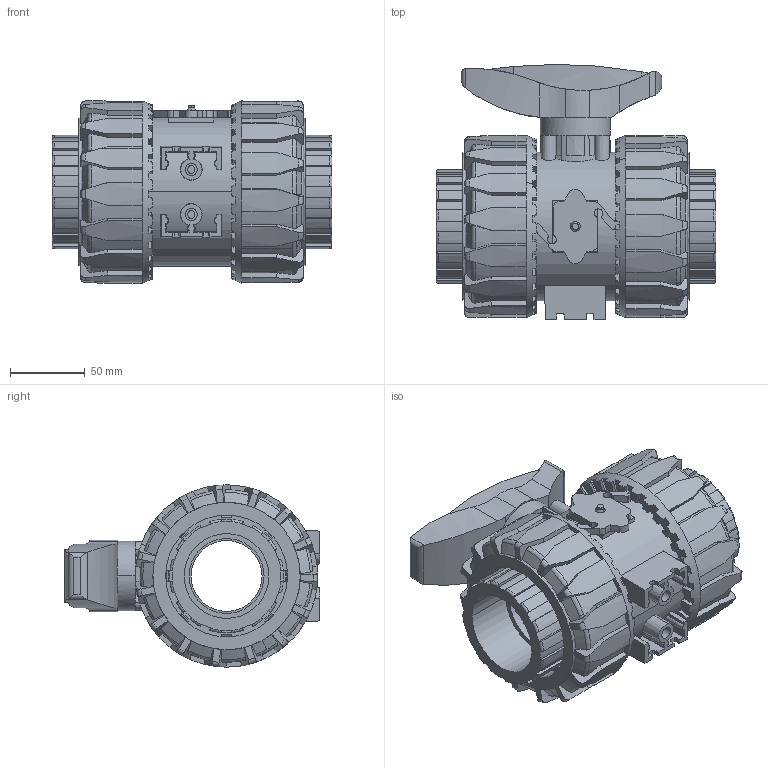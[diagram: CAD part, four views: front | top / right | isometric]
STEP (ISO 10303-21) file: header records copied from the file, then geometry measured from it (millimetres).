
FILE_DESCRIPTION(('STEP AP214'),'1');
FILE_NAME('vkdfm200e.stp','2018-02-26T06:36:28',('TraceParts'),('TraceParts S.A.'),'Spatial InterOp 3D',' ',' ');
FILE_SCHEMA(('automotive_design'));
Length unit declared in the file: millimetre
Products named in the file (7): vkdfm200e_1; vkdfm200e_2; vkdfm200e_3; vkdfm200e_4; VKDFM200E|ENDFV200:1#ENDFV200;Solido1; VKDFM200E|ENDFV200:2#ENDFV200;Solido1; vkdfm200e_7
Bounding box: 186.8 x 170.14 x 121.5 mm (x, y, z)
Volume: 1370432 mm3; surface area: 252227.8 mm2
Topology: 7 solids, 7 shells, 1283 faces, 3593 edges, 2349 vertices
Faces by surface type: plane 783, cylinder 314, torus 96, cone 90
Entity records: 54147 total; most frequent: CARTESIAN_POINT 10346, ORIENTED_EDGE 7186, DIRECTION 7162, EDGE_CURVE 3593, AXIS2_PLACEMENT_3D 2764, VERTEX_POINT 2349, LINE 1634, VECTOR 1634
